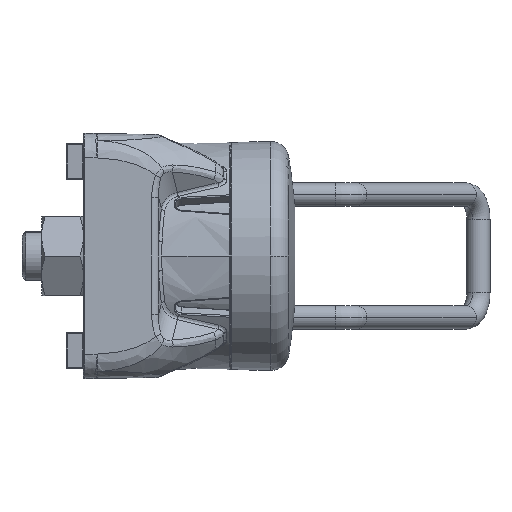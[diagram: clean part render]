
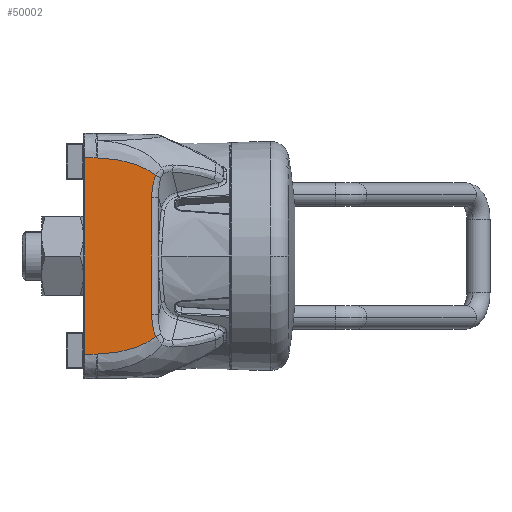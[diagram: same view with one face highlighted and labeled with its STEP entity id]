
A CAD part, front view. The second image highlights one B-rep face of the part: STEP entity #50002.
In plain terms, the highlighted planar face has unit normal (0.018, -1, 0).
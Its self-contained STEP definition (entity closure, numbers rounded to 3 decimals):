
#217 = DIRECTION ( 'NONE',  ( 0.017, -1., 0. ) ) ;
#446 = CARTESIAN_POINT ( 'NONE',  ( 11.463, -19.801, 13.405 ) ) ;
#859 = CARTESIAN_POINT ( 'NONE',  ( 23., -19.6, 15.98 ) ) ;
#1136 = FACE_OUTER_BOUND ( 'NONE', #65058, .T. ) ;
#2966 = EDGE_CURVE ( 'NONE', #4656, #42391, #64282, .T. ) ;
#3162 = ORIENTED_EDGE ( 'NONE', *, *, #91555, .F. ) ;
#4656 = VERTEX_POINT ( 'NONE', #61190 ) ;
#5999 = CARTESIAN_POINT ( 'NONE',  ( 8.032, -19.861, 15.085 ) ) ;
#7810 = CARTESIAN_POINT ( 'NONE',  ( 3.088, -19.948, -15.965 ) ) ;
#7845 = CARTESIAN_POINT ( 'NONE',  ( 11.779, -19.796, 13.117 ) ) ;
#9175 = CARTESIAN_POINT ( 'NONE',  ( 11.463, -19.801, -13.405 ) ) ;
#10527 = CARTESIAN_POINT ( 'NONE',  ( 11.779, -19.796, -13.117 ) ) ;
#12375 = ORIENTED_EDGE ( 'NONE', *, *, #44555, .F. ) ;
#12590 = CARTESIAN_POINT ( 'NONE',  ( 8.83, -19.847, -14.808 ) ) ;
#12963 = CARTESIAN_POINT ( 'NONE',  ( 3.928, -19.933, 15.903 ) ) ;
#13529 = VERTEX_POINT ( 'NONE', #15562 ) ;
#14804 = CARTESIAN_POINT ( 'NONE',  ( 11.128, -19.807, 9.482 ) ) ;
#15192 = DIRECTION ( 'NONE',  ( -1., -0.017, 0. ) ) ;
#15562 = CARTESIAN_POINT ( 'NONE',  ( 0.203, -19.998, -15.98 ) ) ;
#16811 = ORIENTED_EDGE ( 'NONE', *, *, #71976, .T. ) ;
#17530 = CARTESIAN_POINT ( 'NONE',  ( 0.203, -19.998, -15.98 ) ) ;
#18801 = CARTESIAN_POINT ( 'NONE',  ( 11.779, -19.796, 13.117 ) ) ;
#19504 = CARTESIAN_POINT ( 'NONE',  ( 2.238, -19.962, -15.98 ) ) ;
#20332 = CARTESIAN_POINT ( 'NONE',  ( 23., -19.6, -15.98 ) ) ;
#20622 = CARTESIAN_POINT ( 'NONE',  ( 11.128, -19.807, -10.843 ) ) ;
#21233 = CARTESIAN_POINT ( 'NONE',  ( 10.384, -19.82, -14.101 ) ) ;
#22200 = CARTESIAN_POINT ( 'NONE',  ( 11.128, -19.807, 10.843 ) ) ;
#23827 = AXIS2_PLACEMENT_3D ( 'NONE', #78014, #217, #29363 ) ;
#26724 = ORIENTED_EDGE ( 'NONE', *, *, #44740, .T. ) ;
#29116 = CARTESIAN_POINT ( 'NONE',  ( 5.591, -19.904, -15.684 ) ) ;
#29363 = DIRECTION ( 'NONE',  ( 0., 0., -1. ) ) ;
#30327 = ORIENTED_EDGE ( 'NONE', *, *, #39301, .T. ) ;
#33027 = VERTEX_POINT ( 'NONE', #88888 ) ;
#33047 = CARTESIAN_POINT ( 'NONE',  ( 11.128, -19.807, -15.98 ) ) ;
#34228 = VERTEX_POINT ( 'NONE', #88312 ) ;
#34455 = EDGE_CURVE ( 'NONE', #34228, #33027, #45680, .T. ) ;
#34717 = LINE ( 'NONE', #20332, #77444 ) ;
#35616 = CARTESIAN_POINT ( 'NONE',  ( 7.629, -19.868, 15.207 ) ) ;
#35829 = CARTESIAN_POINT ( 'NONE',  ( 11.128, -19.807, 9.482 ) ) ;
#36588 = CARTESIAN_POINT ( 'NONE',  ( 11.779, -19.796, 13.117 ) ) ;
#38594 = VECTOR ( 'NONE', #40453, 1000. ) ;
#39301 = EDGE_CURVE ( 'NONE', #33027, #75638, #59895, .T. ) ;
#40453 = DIRECTION ( 'NONE',  ( 0., 0., 1. ) ) ;
#42391 = VERTEX_POINT ( 'NONE', #45968 ) ;
#43022 = CARTESIAN_POINT ( 'NONE',  ( 8.83, -19.847, 14.808 ) ) ;
#44291 = ORIENTED_EDGE ( 'NONE', *, *, #34455, .T. ) ;
#44555 = EDGE_CURVE ( 'NONE', #57159, #75638, #74423, .T. ) ;
#44740 = EDGE_CURVE ( 'NONE', #42391, #13529, #74516, .T. ) ;
#44895 = DIRECTION ( 'NONE',  ( 0., 0., -1. ) ) ;
#45680 =( BOUNDED_CURVE ( )  B_SPLINE_CURVE ( 3, ( #63232, #56730, #20622, #83165 ),
 .UNSPECIFIED., .F., .T. ) 
 B_SPLINE_CURVE_WITH_KNOTS ( ( 4, 4 ),
 ( 3.822, 4.315 ),
 .UNSPECIFIED. ) 
 CURVE ( )  GEOMETRIC_REPRESENTATION_ITEM ( )  RATIONAL_B_SPLINE_CURVE ( ( 1., 0.98, 0.98, 1. ) ) 
 REPRESENTATION_ITEM ( '' )  );
#45968 = CARTESIAN_POINT ( 'NONE',  ( 0.203, -19.998, 15.98 ) ) ;
#47760 = CARTESIAN_POINT ( 'NONE',  ( 8.032, -19.861, -15.085 ) ) ;
#48476 = B_SPLINE_CURVE_WITH_KNOTS ( 'NONE', 3,
 ( #19504, #7810, #64307, #29116, #57315, #91623, #47760, #12590, #84679, #85590, #21233, #79570, #9175, #10527 ),
 .UNSPECIFIED., .F., .F.,
 ( 4, 2, 2, 2, 2, 2, 4 ),
 ( 0., 0.003, 0.005, 0.006, 0.008, 0.009, 0.01 ),
 .UNSPECIFIED. ) ;
#49519 = CARTESIAN_POINT ( 'NONE',  ( 5.591, -19.904, 15.684 ) ) ;
#49963 = CARTESIAN_POINT ( 'NONE',  ( 10.384, -19.82, 14.101 ) ) ;
#50002 = ADVANCED_FACE ( 'NONE', ( #1136 ), #63635, .T. ) ;
#55540 = CARTESIAN_POINT ( 'NONE',  ( 6.413, -19.89, 15.527 ) ) ;
#56730 = CARTESIAN_POINT ( 'NONE',  ( 11.35, -19.803, -12.08 ) ) ;
#56911 = CARTESIAN_POINT ( 'NONE',  ( 3.088, -19.948, 15.965 ) ) ;
#57159 = VERTEX_POINT ( 'NONE', #18801 ) ;
#57315 = CARTESIAN_POINT ( 'NONE',  ( 6.413, -19.89, -15.527 ) ) ;
#59895 = LINE ( 'NONE', #33047, #38594 ) ;
#60665 = EDGE_CURVE ( 'NONE', #60689, #13529, #34717, .T. ) ;
#60689 = VERTEX_POINT ( 'NONE', #63859 ) ;
#61190 = CARTESIAN_POINT ( 'NONE',  ( 2.238, -19.962, 15.98 ) ) ;
#62507 = VECTOR ( 'NONE', #44895, 1000. ) ;
#63232 = CARTESIAN_POINT ( 'NONE',  ( 11.779, -19.796, -13.117 ) ) ;
#63397 = CARTESIAN_POINT ( 'NONE',  ( 10.006, -19.827, 14.297 ) ) ;
#63635 = PLANE ( 'NONE',  #23827 ) ;
#63859 = CARTESIAN_POINT ( 'NONE',  ( 2.238, -19.962, -15.98 ) ) ;
#63870 = CARTESIAN_POINT ( 'NONE',  ( 11.111, -19.808, 13.655 ) ) ;
#64282 = LINE ( 'NONE', #859, #78329 ) ;
#64307 = CARTESIAN_POINT ( 'NONE',  ( 3.928, -19.933, -15.903 ) ) ;
#65058 = EDGE_LOOP ( 'NONE', ( #91448, #26724, #85167, #16811, #44291, #30327, #12375, #3162 ) ) ;
#71316 = CARTESIAN_POINT ( 'NONE',  ( 11.35, -19.803, 12.08 ) ) ;
#71976 = EDGE_CURVE ( 'NONE', #60689, #34228, #48476, .T. ) ;
#74423 =( BOUNDED_CURVE ( )  B_SPLINE_CURVE ( 3, ( #36588, #71316, #22200, #14804 ),
 .UNSPECIFIED., .F., .T. ) 
 B_SPLINE_CURVE_WITH_KNOTS ( ( 4, 4 ),
 ( 3.822, 4.315 ),
 .UNSPECIFIED. ) 
 CURVE ( )  GEOMETRIC_REPRESENTATION_ITEM ( )  RATIONAL_B_SPLINE_CURVE ( ( 1., 0.98, 0.98, 1. ) ) 
 REPRESENTATION_ITEM ( '' )  );
#74516 = LINE ( 'NONE', #17530, #62507 ) ;
#75638 = VERTEX_POINT ( 'NONE', #35829 ) ;
#77444 = VECTOR ( 'NONE', #91651, 1000. ) ;
#77794 = CARTESIAN_POINT ( 'NONE',  ( 2.238, -19.962, 15.98 ) ) ;
#78014 = CARTESIAN_POINT ( 'NONE',  ( 23., -19.6, -15.98 ) ) ;
#78329 = VECTOR ( 'NONE', #15192, 1000. ) ;
#79570 = CARTESIAN_POINT ( 'NONE',  ( 11.111, -19.808, -13.655 ) ) ;
#83165 = CARTESIAN_POINT ( 'NONE',  ( 11.128, -19.807, -9.482 ) ) ;
#84235 = CARTESIAN_POINT ( 'NONE',  ( 9.228, -19.84, 14.651 ) ) ;
#84679 = CARTESIAN_POINT ( 'NONE',  ( 9.228, -19.84, -14.651 ) ) ;
#85167 = ORIENTED_EDGE ( 'NONE', *, *, #60665, .F. ) ;
#85198 = B_SPLINE_CURVE_WITH_KNOTS ( 'NONE', 3,
 ( #77794, #56911, #12963, #49519, #55540, #35616, #5999, #43022, #84235, #63397, #49963, #63870, #446, #7845 ),
 .UNSPECIFIED., .F., .F.,
 ( 4, 2, 2, 2, 2, 2, 4 ),
 ( 0., 0.003, 0.005, 0.006, 0.008, 0.009, 0.01 ),
 .UNSPECIFIED. ) ;
#85590 = CARTESIAN_POINT ( 'NONE',  ( 10.006, -19.827, -14.297 ) ) ;
#88312 = CARTESIAN_POINT ( 'NONE',  ( 11.779, -19.796, -13.117 ) ) ;
#88888 = CARTESIAN_POINT ( 'NONE',  ( 11.128, -19.807, -9.482 ) ) ;
#91448 = ORIENTED_EDGE ( 'NONE', *, *, #2966, .T. ) ;
#91555 = EDGE_CURVE ( 'NONE', #4656, #57159, #85198, .T. ) ;
#91623 = CARTESIAN_POINT ( 'NONE',  ( 7.629, -19.868, -15.207 ) ) ;
#91651 = DIRECTION ( 'NONE',  ( -1., -0.017, 0. ) ) ;
